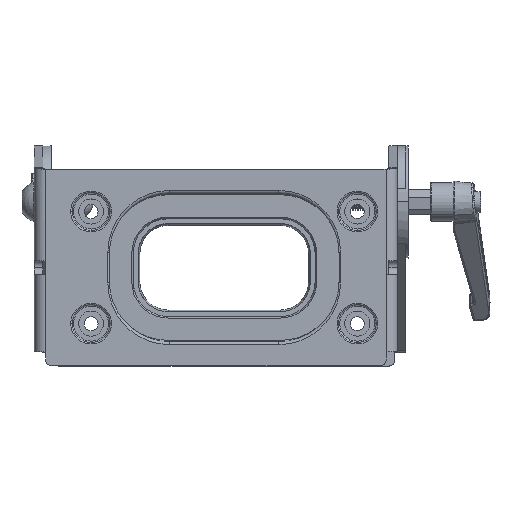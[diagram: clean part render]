
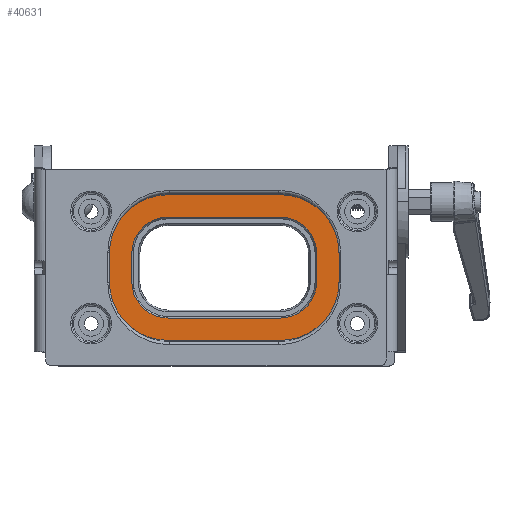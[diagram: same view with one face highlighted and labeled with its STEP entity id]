
A CAD part, top view. The second image highlights one B-rep face of the part: STEP entity #40631.
In plain terms, the highlighted planar face has unit normal (0, 0, 1).
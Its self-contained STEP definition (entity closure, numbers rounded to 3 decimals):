
#539 = DIRECTION ( 'NONE',  ( -1., 0., 0. ) ) ;
#579 = AXIS2_PLACEMENT_3D ( 'NONE', #46528, #2052, #5976 ) ;
#969 = EDGE_CURVE ( 'NONE', #17510, #49620, #1591, .T. ) ;
#1591 = LINE ( 'NONE', #50211, #29600 ) ;
#1733 = ORIENTED_EDGE ( 'NONE', *, *, #969, .T. ) ;
#2047 = CARTESIAN_POINT ( 'NONE',  ( 24.588, 47.933, 132.914 ) ) ;
#2052 = DIRECTION ( 'NONE',  ( 0., 0., 1. ) ) ;
#2345 = CARTESIAN_POINT ( 'NONE',  ( 3.588, 70.938, 132.914 ) ) ;
#2976 = VERTEX_POINT ( 'NONE', #40096 ) ;
#3218 = VERTEX_POINT ( 'NONE', #55565 ) ;
#4323 = VERTEX_POINT ( 'NONE', #46579 ) ;
#4657 = ORIENTED_EDGE ( 'NONE', *, *, #37169, .T. ) ;
#5180 = CARTESIAN_POINT ( 'NONE',  ( 24.588, 70.938, 132.914 ) ) ;
#5341 = DIRECTION ( 'NONE',  ( 0., 1., 0. ) ) ;
#5737 = VECTOR ( 'NONE', #20077, 1000. ) ;
#5785 = DIRECTION ( 'NONE',  ( -1., 0., 0. ) ) ;
#5976 = DIRECTION ( 'NONE',  ( -1., 0., 0. ) ) ;
#6463 = CARTESIAN_POINT ( 'NONE',  ( 24.588, 39.933, 132.914 ) ) ;
#7347 = VERTEX_POINT ( 'NONE', #42485 ) ;
#8161 = EDGE_CURVE ( 'NONE', #7347, #2976, #22974, .T. ) ;
#8520 = DIRECTION ( 'NONE',  ( 0., 0., 1. ) ) ;
#8594 = CARTESIAN_POINT ( 'NONE',  ( 11.588, 70.938, 132.914 ) ) ;
#9933 = CARTESIAN_POINT ( 'NONE',  ( 64.588, 60.933, 132.914 ) ) ;
#10218 = DIRECTION ( 'NONE',  ( -1., 0., 0. ) ) ;
#10292 = DIRECTION ( 'NONE',  ( -1., 0., 0. ) ) ;
#10394 = CARTESIAN_POINT ( 'NONE',  ( 85.588, 60.933, 132.914 ) ) ;
#11638 = EDGE_CURVE ( 'NONE', #49620, #26493, #40798, .T. ) ;
#11835 = VERTEX_POINT ( 'NONE', #56185 ) ;
#12134 = AXIS2_PLACEMENT_3D ( 'NONE', #55224, #36976, #10218 ) ;
#12983 = VERTEX_POINT ( 'NONE', #30267 ) ;
#13146 = LINE ( 'NONE', #6463, #26420 ) ;
#14488 = EDGE_CURVE ( 'NONE', #57145, #3218, #39046, .T. ) ;
#15372 = VERTEX_POINT ( 'NONE', #22281 ) ;
#16368 = CARTESIAN_POINT ( 'NONE',  ( 24.588, 83.938, 132.914 ) ) ;
#16548 = ORIENTED_EDGE ( 'NONE', *, *, #53651, .T. ) ;
#16770 = VECTOR ( 'NONE', #28950, 1000. ) ;
#16979 = LINE ( 'NONE', #2047, #5737 ) ;
#17229 = CIRCLE ( 'NONE', #39908, 13. ) ;
#17510 = VERTEX_POINT ( 'NONE', #51827 ) ;
#18149 = EDGE_CURVE ( 'NONE', #43647, #17510, #46225, .T. ) ;
#18350 = VERTEX_POINT ( 'NONE', #48594 ) ;
#18701 = DIRECTION ( 'NONE',  ( -1., 0., 0. ) ) ;
#18781 = CARTESIAN_POINT ( 'NONE',  ( 64.588, 83.938, 132.914 ) ) ;
#18990 = EDGE_CURVE ( 'NONE', #56123, #44462, #34970, .T. ) ;
#19304 = DIRECTION ( 'NONE',  ( 0., 0., 1. ) ) ;
#20077 = DIRECTION ( 'NONE',  ( 1., 0., 0. ) ) ;
#20962 = DIRECTION ( 'NONE',  ( 0., 0., 1. ) ) ;
#21669 = CIRCLE ( 'NONE', #28596, 13. ) ;
#22169 = CARTESIAN_POINT ( 'NONE',  ( 64.588, 70.938, 132.914 ) ) ;
#22281 = CARTESIAN_POINT ( 'NONE',  ( 24.588, 39.933, 132.914 ) ) ;
#22942 = DIRECTION ( 'NONE',  ( 0., 0., 1. ) ) ;
#22974 = CIRCLE ( 'NONE', #37698, 21. ) ;
#23195 = AXIS2_PLACEMENT_3D ( 'NONE', #22169, #22942, #40702 ) ;
#23622 = CARTESIAN_POINT ( 'NONE',  ( 24.588, 91.938, 132.914 ) ) ;
#23830 = ORIENTED_EDGE ( 'NONE', *, *, #27857, .F. ) ;
#23959 = CARTESIAN_POINT ( 'NONE',  ( 64.588, 83.938, 132.914 ) ) ;
#24231 = LINE ( 'NONE', #10394, #53464 ) ;
#26135 = CARTESIAN_POINT ( 'NONE',  ( 64.588, 70.938, 132.914 ) ) ;
#26420 = VECTOR ( 'NONE', #28548, 1000. ) ;
#26493 = VERTEX_POINT ( 'NONE', #30646 ) ;
#27031 = CIRCLE ( 'NONE', #57725, 21. ) ;
#27681 = CARTESIAN_POINT ( 'NONE',  ( 64.588, 60.933, 132.914 ) ) ;
#27857 = EDGE_CURVE ( 'NONE', #44462, #32856, #21669, .T. ) ;
#28548 = DIRECTION ( 'NONE',  ( 1., 0., 0. ) ) ;
#28596 = AXIS2_PLACEMENT_3D ( 'NONE', #5180, #45367, #18701 ) ;
#28749 = EDGE_LOOP ( 'NONE', ( #54712, #34469, #56257, #23830, #39777, #47611, #44976, #37165 ) ) ;
#28950 = DIRECTION ( 'NONE',  ( 0., -1., 0. ) ) ;
#29600 = VECTOR ( 'NONE', #5785, 1000. ) ;
#29749 = CARTESIAN_POINT ( 'NONE',  ( 11.588, 60.933, 132.914 ) ) ;
#29784 = EDGE_CURVE ( 'NONE', #11835, #18350, #17229, .T. ) ;
#30166 = LINE ( 'NONE', #8594, #32978 ) ;
#30267 = CARTESIAN_POINT ( 'NONE',  ( 3.588, 60.933, 132.914 ) ) ;
#30646 = CARTESIAN_POINT ( 'NONE',  ( 3.588, 70.938, 132.914 ) ) ;
#32412 = EDGE_CURVE ( 'NONE', #32856, #57145, #30166, .T. ) ;
#32692 = LINE ( 'NONE', #49004, #43801 ) ;
#32856 = VERTEX_POINT ( 'NONE', #40959 ) ;
#32950 = FACE_OUTER_BOUND ( 'NONE', #46680, .T. ) ;
#32955 = AXIS2_PLACEMENT_3D ( 'NONE', #26135, #8520, #56885 ) ;
#32978 = VECTOR ( 'NONE', #35947, 1000. ) ;
#34249 = LINE ( 'NONE', #2345, #16770 ) ;
#34394 = DIRECTION ( 'NONE',  ( -1., 0., 0. ) ) ;
#34469 = ORIENTED_EDGE ( 'NONE', *, *, #14488, .F. ) ;
#34835 = AXIS2_PLACEMENT_3D ( 'NONE', #56445, #38798, #51567 ) ;
#34970 = LINE ( 'NONE', #18781, #51634 ) ;
#35947 = DIRECTION ( 'NONE',  ( 0., -1., 0. ) ) ;
#36362 = ORIENTED_EDGE ( 'NONE', *, *, #18149, .T. ) ;
#36593 = EDGE_CURVE ( 'NONE', #18350, #4323, #32692, .T. ) ;
#36976 = DIRECTION ( 'NONE',  ( 0., 0., 1. ) ) ;
#37165 = ORIENTED_EDGE ( 'NONE', *, *, #29784, .F. ) ;
#37169 = EDGE_CURVE ( 'NONE', #2976, #43647, #24231, .T. ) ;
#37698 = AXIS2_PLACEMENT_3D ( 'NONE', #27681, #19304, #10292 ) ;
#38798 = DIRECTION ( 'NONE',  ( 0., 0., 1. ) ) ;
#39046 = CIRCLE ( 'NONE', #579, 13. ) ;
#39107 = CARTESIAN_POINT ( 'NONE',  ( 24.588, 60.933, 132.914 ) ) ;
#39373 = EDGE_CURVE ( 'NONE', #3218, #11835, #16979, .T. ) ;
#39741 = ORIENTED_EDGE ( 'NONE', *, *, #11638, .T. ) ;
#39777 = ORIENTED_EDGE ( 'NONE', *, *, #18990, .F. ) ;
#39908 = AXIS2_PLACEMENT_3D ( 'NONE', #9933, #41373, #539 ) ;
#39994 = PLANE ( 'NONE',  #32955 ) ;
#40096 = CARTESIAN_POINT ( 'NONE',  ( 85.588, 60.933, 132.914 ) ) ;
#40631 = ADVANCED_FACE ( 'NONE', ( #32950, #54505 ), #39994, .T. ) ;
#40702 = DIRECTION ( 'NONE',  ( -1., 0., 0. ) ) ;
#40798 = CIRCLE ( 'NONE', #12134, 21. ) ;
#40959 = CARTESIAN_POINT ( 'NONE',  ( 11.588, 70.938, 132.914 ) ) ;
#41373 = DIRECTION ( 'NONE',  ( 0., 0., 1. ) ) ;
#42252 = ORIENTED_EDGE ( 'NONE', *, *, #51878, .T. ) ;
#42485 = CARTESIAN_POINT ( 'NONE',  ( 64.588, 39.933, 132.914 ) ) ;
#43647 = VERTEX_POINT ( 'NONE', #56170 ) ;
#43801 = VECTOR ( 'NONE', #5341, 1000. ) ;
#43813 = EDGE_CURVE ( 'NONE', #15372, #7347, #13146, .T. ) ;
#44462 = VERTEX_POINT ( 'NONE', #16368 ) ;
#44976 = ORIENTED_EDGE ( 'NONE', *, *, #36593, .F. ) ;
#45367 = DIRECTION ( 'NONE',  ( 0., 0., 1. ) ) ;
#45445 = DIRECTION ( 'NONE',  ( -1., 0., 0. ) ) ;
#46177 = ORIENTED_EDGE ( 'NONE', *, *, #43813, .T. ) ;
#46225 = CIRCLE ( 'NONE', #34835, 21. ) ;
#46528 = CARTESIAN_POINT ( 'NONE',  ( 24.588, 60.933, 132.914 ) ) ;
#46579 = CARTESIAN_POINT ( 'NONE',  ( 77.588, 70.938, 132.914 ) ) ;
#46680 = EDGE_LOOP ( 'NONE', ( #36362, #1733, #39741, #42252, #16548, #46177, #50804, #4657 ) ) ;
#47611 = ORIENTED_EDGE ( 'NONE', *, *, #56432, .F. ) ;
#48594 = CARTESIAN_POINT ( 'NONE',  ( 77.588, 60.933, 132.914 ) ) ;
#49004 = CARTESIAN_POINT ( 'NONE',  ( 77.588, 60.933, 132.914 ) ) ;
#49620 = VERTEX_POINT ( 'NONE', #23622 ) ;
#50211 = CARTESIAN_POINT ( 'NONE',  ( 64.588, 91.938, 132.914 ) ) ;
#50502 = DIRECTION ( 'NONE',  ( 0., 1., 0. ) ) ;
#50804 = ORIENTED_EDGE ( 'NONE', *, *, #8161, .T. ) ;
#51567 = DIRECTION ( 'NONE',  ( -1., 0., 0. ) ) ;
#51634 = VECTOR ( 'NONE', #45445, 1000. ) ;
#51827 = CARTESIAN_POINT ( 'NONE',  ( 64.588, 91.938, 132.914 ) ) ;
#51878 = EDGE_CURVE ( 'NONE', #26493, #12983, #34249, .T. ) ;
#53464 = VECTOR ( 'NONE', #50502, 1000. ) ;
#53651 = EDGE_CURVE ( 'NONE', #12983, #15372, #27031, .T. ) ;
#54505 = FACE_BOUND ( 'NONE', #28749, .T. ) ;
#54712 = ORIENTED_EDGE ( 'NONE', *, *, #39373, .F. ) ;
#55224 = CARTESIAN_POINT ( 'NONE',  ( 24.588, 70.938, 132.914 ) ) ;
#55273 = CIRCLE ( 'NONE', #23195, 13. ) ;
#55565 = CARTESIAN_POINT ( 'NONE',  ( 24.588, 47.933, 132.914 ) ) ;
#56123 = VERTEX_POINT ( 'NONE', #23959 ) ;
#56170 = CARTESIAN_POINT ( 'NONE',  ( 85.588, 70.938, 132.914 ) ) ;
#56185 = CARTESIAN_POINT ( 'NONE',  ( 64.588, 47.933, 132.914 ) ) ;
#56257 = ORIENTED_EDGE ( 'NONE', *, *, #32412, .F. ) ;
#56432 = EDGE_CURVE ( 'NONE', #4323, #56123, #55273, .T. ) ;
#56445 = CARTESIAN_POINT ( 'NONE',  ( 64.588, 70.938, 132.914 ) ) ;
#56885 = DIRECTION ( 'NONE',  ( -1., 0., 0. ) ) ;
#57145 = VERTEX_POINT ( 'NONE', #29749 ) ;
#57725 = AXIS2_PLACEMENT_3D ( 'NONE', #39107, #20962, #34394 ) ;
